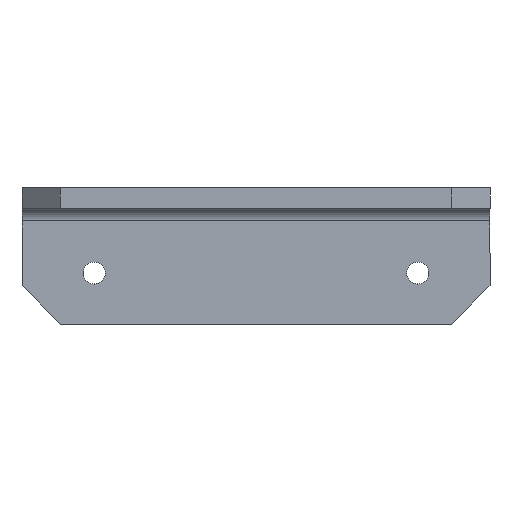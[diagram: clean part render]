
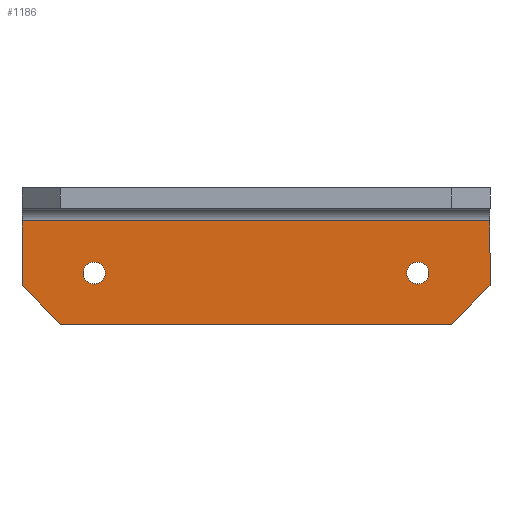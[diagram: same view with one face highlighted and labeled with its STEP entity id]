
A CAD part, front view. The second image highlights one B-rep face of the part: STEP entity #1186.
In plain terms, the highlighted planar face has unit normal (0, -1, -0.009).
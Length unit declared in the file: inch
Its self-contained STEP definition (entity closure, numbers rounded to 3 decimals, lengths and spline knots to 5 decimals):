
#23 = AXIS2_PLACEMENT_3D ( 'NONE', #837, #1127, #1131 ) ;
#28 = DIRECTION ( 'NONE',  ( 0., 0.009, -1. ) ) ;
#35 = DIRECTION ( 'NONE',  ( 0., -0.009, 1. ) ) ;
#36 = VERTEX_POINT ( 'NONE', #535 ) ;
#51 = DIRECTION ( 'NONE',  ( 0., 1., 0.009 ) ) ;
#84 = ORIENTED_EDGE ( 'NONE', *, *, #397, .T. ) ;
#109 = CARTESIAN_POINT ( 'NONE',  ( -0.38, 0.28, -0.20041 ) ) ;
#116 = ORIENTED_EDGE ( 'NONE', *, *, #869, .T. ) ;
#136 = CARTESIAN_POINT ( 'NONE',  ( 0.38, 0.27977, -0.17441 ) ) ;
#168 = VECTOR ( 'NONE', #332, 39.37008 ) ;
#182 = CARTESIAN_POINT ( 'NONE',  ( 0.55, 0.27893, -0.07774 ) ) ;
#183 = VECTOR ( 'NONE', #571, 39.37008 ) ;
#191 = EDGE_LOOP ( 'NONE', ( #1153, #84 ) ) ;
#210 = EDGE_LOOP ( 'NONE', ( #116, #515, #246, #322, #1181, #1062 ) ) ;
#211 = LINE ( 'NONE', #1155, #183 ) ;
#226 = DIRECTION ( 'NONE',  ( -1., 0., 0. ) ) ;
#232 = VERTEX_POINT ( 'NONE', #182 ) ;
#242 = DIRECTION ( 'NONE',  ( 0.707, 0.006, -0.707 ) ) ;
#246 = ORIENTED_EDGE ( 'NONE', *, *, #1144, .F. ) ;
#255 = CARTESIAN_POINT ( 'NONE',  ( 0.55, 0.28, -0.20042 ) ) ;
#271 = VERTEX_POINT ( 'NONE', #838 ) ;
#322 = ORIENTED_EDGE ( 'NONE', *, *, #646, .T. ) ;
#332 = DIRECTION ( 'NONE',  ( 0., -0.009, 1. ) ) ;
#338 = CARTESIAN_POINT ( 'NONE',  ( -0.38, 0.28023, -0.22641 ) ) ;
#348 = ORIENTED_EDGE ( 'NONE', *, *, #1088, .F. ) ;
#356 = VECTOR ( 'NONE', #1227, 39.37008 ) ;
#374 = CARTESIAN_POINT ( 'NONE',  ( -0.38, 0.28, -0.20041 ) ) ;
#397 = EDGE_CURVE ( 'NONE', #491, #840, #1221, .T. ) ;
#432 = CARTESIAN_POINT ( 'NONE',  ( -0.55, 0.28, -0.20042 ) ) ;
#440 = FACE_OUTER_BOUND ( 'NONE', #210, .T. ) ;
#454 = DIRECTION ( 'NONE',  ( 1., 0., 0. ) ) ;
#458 = CIRCLE ( 'NONE', #23, 0.026 ) ;
#491 = VERTEX_POINT ( 'NONE', #338 ) ;
#515 = ORIENTED_EDGE ( 'NONE', *, *, #534, .F. ) ;
#522 = FACE_BOUND ( 'NONE', #191, .T. ) ;
#534 = EDGE_CURVE ( 'NONE', #924, #36, #1108, .T. ) ;
#535 = CARTESIAN_POINT ( 'NONE',  ( -0.45999, 0.28105, -0.32042 ) ) ;
#547 = DIRECTION ( 'NONE',  ( 0., 1., 0.009 ) ) ;
#569 = VERTEX_POINT ( 'NONE', #136 ) ;
#571 = DIRECTION ( 'NONE',  ( -0.707, 0.006, -0.707 ) ) ;
#572 = DIRECTION ( 'NONE',  ( 0., -0.009, 1. ) ) ;
#581 = AXIS2_PLACEMENT_3D ( 'NONE', #826, #51, #1209 ) ;
#598 = VECTOR ( 'NONE', #454, 39.37008 ) ;
#602 = EDGE_CURVE ( 'NONE', #569, #271, #458, .T. ) ;
#612 = LINE ( 'NONE', #432, #168 ) ;
#613 = AXIS2_PLACEMENT_3D ( 'NONE', #109, #893, #35 ) ;
#614 = VERTEX_POINT ( 'NONE', #1219 ) ;
#617 = EDGE_CURVE ( 'NONE', #840, #491, #819, .T. ) ;
#646 = EDGE_CURVE ( 'NONE', #928, #232, #1040, .T. ) ;
#703 = CARTESIAN_POINT ( 'NONE',  ( -0.38928, 0.28167, -0.39113 ) ) ;
#709 = CARTESIAN_POINT ( 'NONE',  ( -0.38, 0.27977, -0.17441 ) ) ;
#740 = VECTOR ( 'NONE', #226, 39.37008 ) ;
#742 = CIRCLE ( 'NONE', #945, 0.026 ) ;
#761 = LINE ( 'NONE', #1218, #598 ) ;
#775 = DIRECTION ( 'NONE',  ( 0., -1., -0.009 ) ) ;
#798 = CARTESIAN_POINT ( 'NONE',  ( -0.55, 0.28026, -0.23041 ) ) ;
#819 = CIRCLE ( 'NONE', #1141, 0.026 ) ;
#821 = VECTOR ( 'NONE', #242, 39.37008 ) ;
#826 = CARTESIAN_POINT ( 'NONE',  ( 0., 0.28, -0.20042 ) ) ;
#837 = CARTESIAN_POINT ( 'NONE',  ( 0.38, 0.28, -0.20041 ) ) ;
#838 = CARTESIAN_POINT ( 'NONE',  ( 0.38, 0.28023, -0.22641 ) ) ;
#840 = VERTEX_POINT ( 'NONE', #709 ) ;
#868 = CARTESIAN_POINT ( 'NONE',  ( 0.38, 0.28, -0.20041 ) ) ;
#869 = EDGE_CURVE ( 'NONE', #895, #36, #1185, .T. ) ;
#893 = DIRECTION ( 'NONE',  ( 0., 1., 0.009 ) ) ;
#895 = VERTEX_POINT ( 'NONE', #798 ) ;
#911 = EDGE_LOOP ( 'NONE', ( #955, #348 ) ) ;
#912 = CARTESIAN_POINT ( 'NONE',  ( 0., 0.28105, -0.32042 ) ) ;
#924 = VERTEX_POINT ( 'NONE', #1033 ) ;
#928 = VERTEX_POINT ( 'NONE', #937 ) ;
#937 = CARTESIAN_POINT ( 'NONE',  ( 0.55, 0.28026, -0.23041 ) ) ;
#945 = AXIS2_PLACEMENT_3D ( 'NONE', #868, #775, #28 ) ;
#947 = EDGE_CURVE ( 'NONE', #614, #232, #761, .T. ) ;
#955 = ORIENTED_EDGE ( 'NONE', *, *, #602, .F. ) ;
#1015 = PLANE ( 'NONE',  #581 ) ;
#1033 = CARTESIAN_POINT ( 'NONE',  ( 0.45999, 0.28105, -0.32042 ) ) ;
#1040 = LINE ( 'NONE', #255, #356 ) ;
#1062 = ORIENTED_EDGE ( 'NONE', *, *, #1235, .F. ) ;
#1088 = EDGE_CURVE ( 'NONE', #271, #569, #742, .T. ) ;
#1108 = LINE ( 'NONE', #912, #740 ) ;
#1117 = FACE_BOUND ( 'NONE', #911, .T. ) ;
#1127 = DIRECTION ( 'NONE',  ( 0., -1., -0.009 ) ) ;
#1131 = DIRECTION ( 'NONE',  ( 0., 0.009, -1. ) ) ;
#1141 = AXIS2_PLACEMENT_3D ( 'NONE', #374, #547, #572 ) ;
#1144 = EDGE_CURVE ( 'NONE', #928, #924, #211, .T. ) ;
#1153 = ORIENTED_EDGE ( 'NONE', *, *, #617, .T. ) ;
#1155 = CARTESIAN_POINT ( 'NONE',  ( 0.29, 0.28253, -0.4904 ) ) ;
#1181 = ORIENTED_EDGE ( 'NONE', *, *, #947, .F. ) ;
#1185 = LINE ( 'NONE', #703, #821 ) ;
#1186 = ADVANCED_FACE ( 'NONE', ( #1117, #440, #522 ), #1015, .F. ) ;
#1209 = DIRECTION ( 'NONE',  ( 0., -0.009, 1. ) ) ;
#1218 = CARTESIAN_POINT ( 'NONE',  ( 0., 0.27893, -0.07774 ) ) ;
#1219 = CARTESIAN_POINT ( 'NONE',  ( -0.55, 0.27893, -0.07774 ) ) ;
#1221 = CIRCLE ( 'NONE', #613, 0.026 ) ;
#1227 = DIRECTION ( 'NONE',  ( 0., -0.009, 1. ) ) ;
#1235 = EDGE_CURVE ( 'NONE', #895, #614, #612, .T. ) ;
